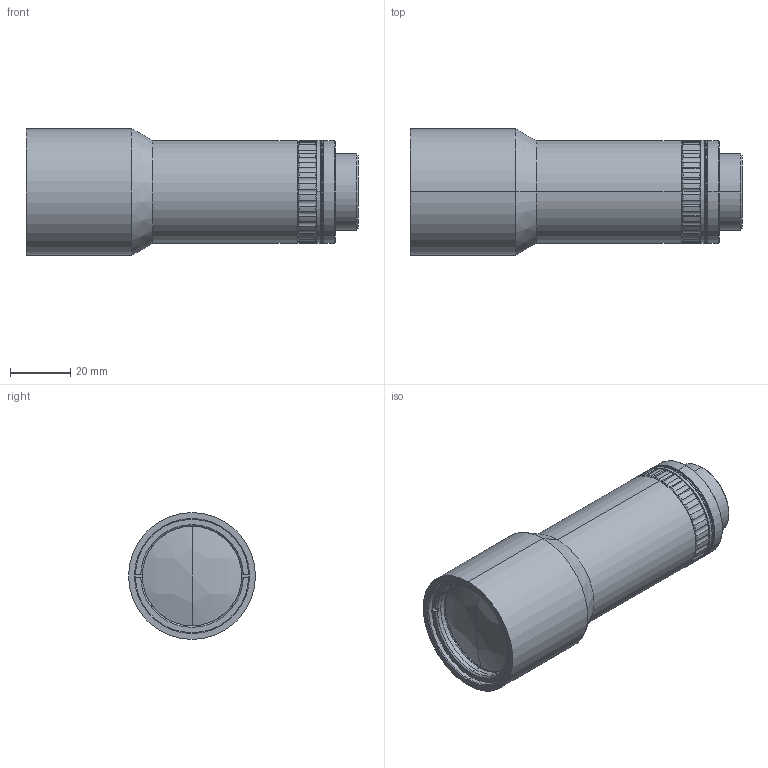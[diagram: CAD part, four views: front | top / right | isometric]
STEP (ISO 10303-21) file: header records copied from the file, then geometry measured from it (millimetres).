
FILE_DESCRIPTION (( 'STEP AP214' ), '1' );
FILE_NAME ('TTL06-25-50C.STEP', '2023-05-12T02:18:16', ( '' ), ( '' ), 'SwSTEP 2.0', 'SolidWorks 2022', '' );
FILE_SCHEMA (( 'AUTOMOTIVE_DESIGN' ));
Length unit declared in the file: millimetre
Products named in the file (1): TTL06-25-50C
Bounding box: 110 x 42 x 42 mm (x, y, z)
Volume: 75841.6 mm3; surface area: 38856.4 mm2
Topology: 22 solids, 22 shells, 380 faces, 863 edges, 546 vertices
Faces by surface type: cylinder 187, cone 79, plane 79, bspline 35
Entity records: 16668 total; most frequent: CARTESIAN_POINT 3628, DIRECTION 1886, ORIENTED_EDGE 1726, EDGE_CURVE 863, AXIS2_PLACEMENT_3D 790, VERTEX_POINT 546, CIRCLE 444, EDGE_LOOP 435
